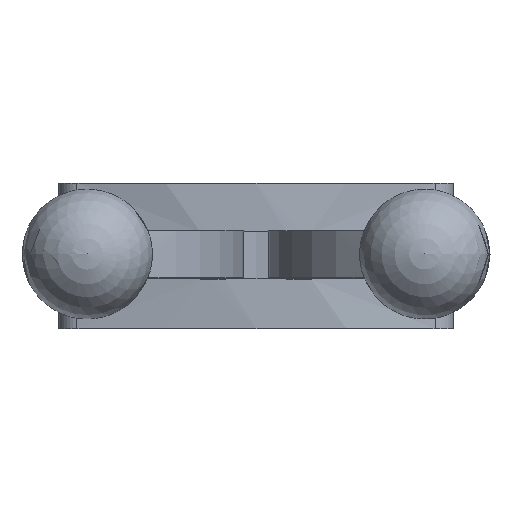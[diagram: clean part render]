
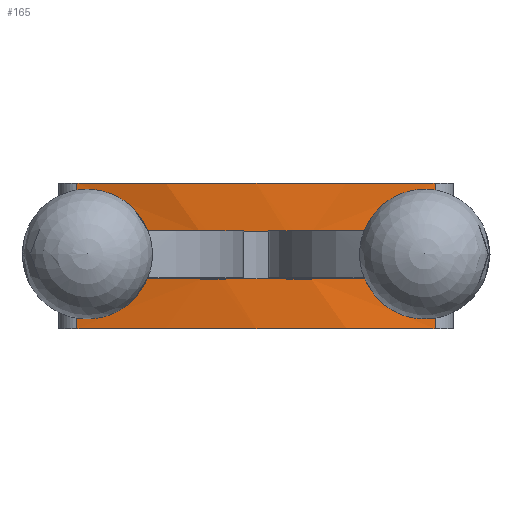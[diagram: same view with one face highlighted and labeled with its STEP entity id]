
A CAD part, top view. The second image highlights one B-rep face of the part: STEP entity #165.
In plain terms, the highlighted cylindrical face has radius 27.564 mm (diameter 55.129 mm), a partial arc.
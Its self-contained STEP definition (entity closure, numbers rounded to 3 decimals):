
#165 = ADVANCED_FACE( '', ( #364, #365, #366 ), #367, .T. );
#364 = FACE_OUTER_BOUND( '', #597, .T. );
#365 = FACE_BOUND( '', #598, .T. );
#366 = FACE_BOUND( '', #599, .T. );
#367 = CYLINDRICAL_SURFACE( '', #600, 27.564 );
#597 = EDGE_LOOP( '', ( #1156, #1157, #1158, #1159 ) );
#598 = EDGE_LOOP( '', ( #1160, #1161, #1162, #1163 ) );
#599 = EDGE_LOOP( '', ( #1164, #1165, #1166, #1167 ) );
#600 = AXIS2_PLACEMENT_3D( '', #1168, #1169, #1170 );
#1156 = ORIENTED_EDGE( '', *, *, #1566, .F. );
#1157 = ORIENTED_EDGE( '', *, *, #1606, .F. );
#1158 = ORIENTED_EDGE( '', *, *, #1631, .T. );
#1159 = ORIENTED_EDGE( '', *, *, #1608, .T. );
#1160 = ORIENTED_EDGE( '', *, *, #1673, .F. );
#1161 = ORIENTED_EDGE( '', *, *, #1613, .F. );
#1162 = ORIENTED_EDGE( '', *, *, #1674, .T. );
#1163 = ORIENTED_EDGE( '', *, *, #1675, .F. );
#1164 = ORIENTED_EDGE( '', *, *, #1676, .F. );
#1165 = ORIENTED_EDGE( '', *, *, #1600, .T. );
#1166 = ORIENTED_EDGE( '', *, *, #1677, .T. );
#1167 = ORIENTED_EDGE( '', *, *, #1678, .F. );
#1168 = CARTESIAN_POINT( '', ( 0., -2.95, -27.564 ) );
#1169 = DIRECTION( '', ( 0., -1., 0. ) );
#1170 = DIRECTION( '', ( 0., 0., 1. ) );
#1566 = EDGE_CURVE( '', #1862, #1864, #1865, .T. );
#1600 = EDGE_CURVE( '', #1919, #1916, #1920, .T. );
#1606 = EDGE_CURVE( '', #1927, #1862, #1929, .T. );
#1608 = EDGE_CURVE( '', #1931, #1864, #1932, .T. );
#1613 = EDGE_CURVE( '', #1937, #1940, #1941, .F. );
#1631 = EDGE_CURVE( '', #1927, #1931, #1968, .T. );
#1673 = EDGE_CURVE( '', #1940, #2022, #2023, .F. );
#1674 = EDGE_CURVE( '', #1937, #2024, #2025, .F. );
#1675 = EDGE_CURVE( '', #2022, #2024, #2026, .T. );
#1676 = EDGE_CURVE( '', #1919, #2027, #2028, .F. );
#1677 = EDGE_CURVE( '', #1916, #2029, #2030, .F. );
#1678 = EDGE_CURVE( '', #2027, #2029, #2031, .T. );
#1862 = VERTEX_POINT( '', #2278 );
#1864 = VERTEX_POINT( '', #2280 );
#1865 = CIRCLE( '', #2281, 27.564 );
#1916 = VERTEX_POINT( '', #2359 );
#1919 = VERTEX_POINT( '', #2363 );
#1920 = LINE( '', #2364, #2365 );
#1927 = VERTEX_POINT( '', #2375 );
#1929 = LINE( '', #2377, #2378 );
#1931 = VERTEX_POINT( '', #2380 );
#1932 = LINE( '', #2381, #2382 );
#1937 = VERTEX_POINT( '', #2388 );
#1940 = VERTEX_POINT( '', #2392 );
#1941 = LINE( '', #2393, #2394 );
#1968 = CIRCLE( '', #2453, 27.564 );
#2022 = VERTEX_POINT( '', #2550 );
#2023 = CIRCLE( '', #2551, 27.564 );
#2024 = VERTEX_POINT( '', #2552 );
#2025 = CIRCLE( '', #2553, 27.564 );
#2026 = LINE( '', #2554, #2555 );
#2027 = VERTEX_POINT( '', #2556 );
#2028 = CIRCLE( '', #2557, 27.564 );
#2029 = VERTEX_POINT( '', #2558 );
#2030 = CIRCLE( '', #2559, 27.564 );
#2031 = LINE( '', #2560, #2561 );
#2278 = CARTESIAN_POINT( '', ( -7.264, 2.95, -0.974 ) );
#2280 = CARTESIAN_POINT( '', ( 7.264, 2.95, -0.974 ) );
#2281 = AXIS2_PLACEMENT_3D( '', #2810, #2811, #2812 );
#2359 = CARTESIAN_POINT( '', ( -2.25, 0.95, -0.092 ) );
#2363 = CARTESIAN_POINT( '', ( -2.25, -0.95, -0.092 ) );
#2364 = CARTESIAN_POINT( '', ( -2.25, -0.95, -0.092 ) );
#2365 = VECTOR( '', #2857, 1000. );
#2375 = CARTESIAN_POINT( '', ( -7.264, -2.95, -0.974 ) );
#2377 = CARTESIAN_POINT( '', ( -7.264, -2.95, -0.974 ) );
#2378 = VECTOR( '', #2864, 1000. );
#2380 = CARTESIAN_POINT( '', ( 7.264, -2.95, -0.974 ) );
#2381 = CARTESIAN_POINT( '', ( 7.264, -2.95, -0.974 ) );
#2382 = VECTOR( '', #2865, 1000. );
#2388 = CARTESIAN_POINT( '', ( 1.25, 0.95, -0.028 ) );
#2392 = CARTESIAN_POINT( '', ( 1.25, -0.95, -0.028 ) );
#2393 = CARTESIAN_POINT( '', ( 1.25, -2.95, -0.028 ) );
#2394 = VECTOR( '', #2871, 1000. );
#2453 = AXIS2_PLACEMENT_3D( '', #2896, #2897, #2898 );
#2550 = CARTESIAN_POINT( '', ( 2.25, -0.95, -0.092 ) );
#2551 = AXIS2_PLACEMENT_3D( '', #2933, #2934, #2935 );
#2552 = CARTESIAN_POINT( '', ( 2.25, 0.95, -0.092 ) );
#2553 = AXIS2_PLACEMENT_3D( '', #2936, #2937, #2938 );
#2554 = CARTESIAN_POINT( '', ( 2.25, -0.95, -0.092 ) );
#2555 = VECTOR( '', #2939, 1000. );
#2556 = CARTESIAN_POINT( '', ( -1.25, -0.95, -0.028 ) );
#2557 = AXIS2_PLACEMENT_3D( '', #2940, #2941, #2942 );
#2558 = CARTESIAN_POINT( '', ( -1.25, 0.95, -0.028 ) );
#2559 = AXIS2_PLACEMENT_3D( '', #2943, #2944, #2945 );
#2560 = CARTESIAN_POINT( '', ( -1.25, -2.95, -0.028 ) );
#2561 = VECTOR( '', #2946, 1000. );
#2810 = CARTESIAN_POINT( '', ( 0., 2.95, -27.564 ) );
#2811 = DIRECTION( '', ( 0., 1., 0. ) );
#2812 = DIRECTION( '', ( 1., 0., 0. ) );
#2857 = DIRECTION( '', ( 0., 1., 0. ) );
#2864 = DIRECTION( '', ( 0., 1., 0. ) );
#2865 = DIRECTION( '', ( 0., 1., 0. ) );
#2871 = DIRECTION( '', ( 0., 1., 0. ) );
#2896 = CARTESIAN_POINT( '', ( 0., -2.95, -27.564 ) );
#2897 = DIRECTION( '', ( 0., 1., 0. ) );
#2898 = DIRECTION( '', ( 1., 0., 0. ) );
#2933 = CARTESIAN_POINT( '', ( 0., -0.95, -27.564 ) );
#2934 = DIRECTION( '', ( 0., -1., 0. ) );
#2935 = DIRECTION( '', ( 0., 0., -1. ) );
#2936 = CARTESIAN_POINT( '', ( 0., 0.95, -27.564 ) );
#2937 = DIRECTION( '', ( 0., -1., 0. ) );
#2938 = DIRECTION( '', ( 0., 0., -1. ) );
#2939 = DIRECTION( '', ( 0., 1., 0. ) );
#2940 = CARTESIAN_POINT( '', ( 0., -0.95, -27.564 ) );
#2941 = DIRECTION( '', ( 0., -1., 0. ) );
#2942 = DIRECTION( '', ( 0., 0., -1. ) );
#2943 = CARTESIAN_POINT( '', ( 0., 0.95, -27.564 ) );
#2944 = DIRECTION( '', ( 0., -1., 0. ) );
#2945 = DIRECTION( '', ( 0., 0., -1. ) );
#2946 = DIRECTION( '', ( 0., 1., 0. ) );
